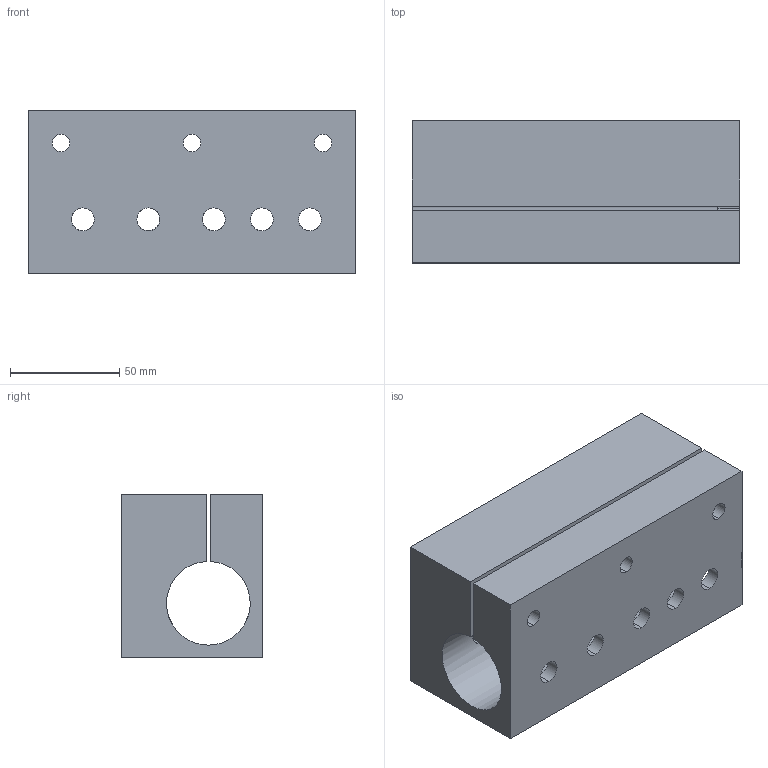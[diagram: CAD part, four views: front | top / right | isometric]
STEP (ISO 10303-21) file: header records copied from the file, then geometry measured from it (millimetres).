
FILE_DESCRIPTION (( 'STEP AP214' ), '1' );
FILE_NAME ('drill guide 1.5 tubing.STEP', '2016-10-17T05:45:46', ( '' ), ( '' ), 'SwSTEP 2.0', 'SolidWorks 2014', '' );
FILE_SCHEMA (( 'AUTOMOTIVE_DESIGN' ));
Length unit declared in the file: millimetre
Products named in the file (1): drill guide 1.5 tubing
Bounding box: 150 x 65 x 75 mm (x, y, z)
Volume: 502704.1 mm3; surface area: 85608.5 mm2
Topology: 1 solids, 1 shells, 68 faces, 174 edges, 116 vertices
Faces by surface type: cylinder 49, plane 17, cone 2
Entity records: 2939 total; most frequent: CARTESIAN_POINT 1145, DIRECTION 371, ORIENTED_EDGE 348, EDGE_CURVE 174, AXIS2_PLACEMENT_3D 150, VERTEX_POINT 116, EDGE_LOOP 108, CIRCLE 81
